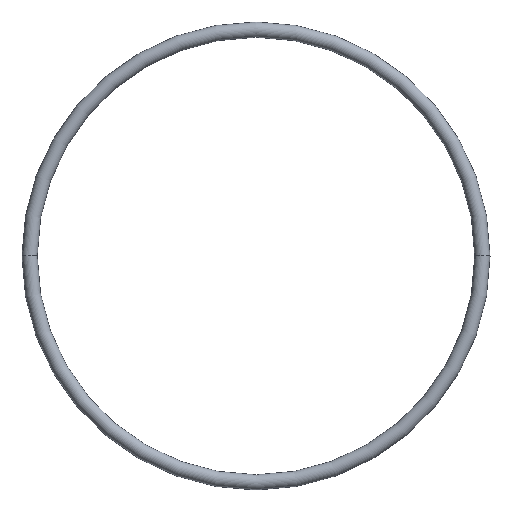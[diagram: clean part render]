
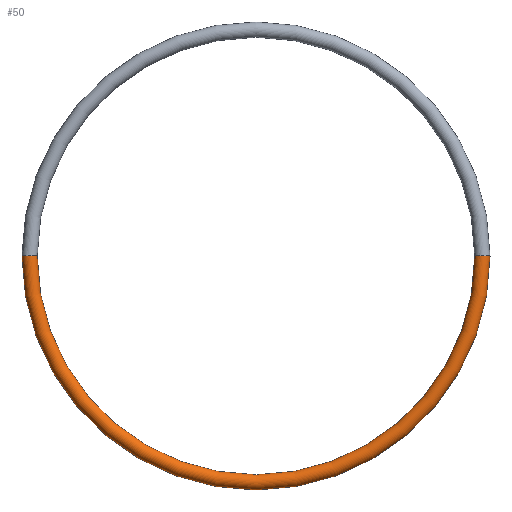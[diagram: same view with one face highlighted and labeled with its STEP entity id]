
A CAD part, top view. The second image highlights one B-rep face of the part: STEP entity #50.
In plain terms, the highlighted toroidal (fillet/blend) face has major radius 52.362 mm and minor radius 1.765 mm.
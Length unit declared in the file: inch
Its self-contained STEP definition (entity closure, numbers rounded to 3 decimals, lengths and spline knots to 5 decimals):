
#1 = AXIS2_PLACEMENT_3D ( 'NONE', #97, #29, #156 ) ;
#4 = AXIS2_PLACEMENT_3D ( 'NONE', #141, #80, #63 ) ;
#13 = EDGE_LOOP ( 'NONE', ( #144, #93, #155, #92 ) ) ;
#17 = EDGE_CURVE ( 'NONE', #79, #33, #152, .T. ) ;
#20 = TOROIDAL_SURFACE ( 'NONE', #133, 2.0615, 0.0695 ) ;
#21 = CARTESIAN_POINT ( 'NONE',  ( 0., 0., 0. ) ) ;
#29 = DIRECTION ( 'NONE',  ( 0., 1., 0. ) ) ;
#33 = VERTEX_POINT ( 'NONE', #138 ) ;
#40 = VERTEX_POINT ( 'NONE', #109 ) ;
#50 = ADVANCED_FACE ( 'NONE', ( #154 ), #20, .T. ) ;
#51 = CARTESIAN_POINT ( 'NONE',  ( -2.131, 0., 0. ) ) ;
#56 = DIRECTION ( 'NONE',  ( 1., 0., 0. ) ) ;
#63 = DIRECTION ( 'NONE',  ( 0., 0., -1. ) ) ;
#68 = AXIS2_PLACEMENT_3D ( 'NONE', #21, #98, #56 ) ;
#69 = CARTESIAN_POINT ( 'NONE',  ( 2.131, 0., 0. ) ) ;
#72 = CIRCLE ( 'NONE', #4, 0.0695 ) ;
#73 = CARTESIAN_POINT ( 'NONE',  ( 0., 0., 0. ) ) ;
#79 = VERTEX_POINT ( 'NONE', #51 ) ;
#80 = DIRECTION ( 'NONE',  ( 0., -1., 0. ) ) ;
#86 = DIRECTION ( 'NONE',  ( 1., 0., 0. ) ) ;
#92 = ORIENTED_EDGE ( 'NONE', *, *, #167, .F. ) ;
#93 = ORIENTED_EDGE ( 'NONE', *, *, #126, .T. ) ;
#97 = CARTESIAN_POINT ( 'NONE',  ( -2.0615, 0., 0. ) ) ;
#98 = DIRECTION ( 'NONE',  ( 0., 0., 1. ) ) ;
#109 = CARTESIAN_POINT ( 'NONE',  ( 1.992, 0., 0. ) ) ;
#111 = EDGE_CURVE ( 'NONE', #182, #40, #72, .T. ) ;
#112 = DIRECTION ( 'NONE',  ( 0., 0., 1. ) ) ;
#113 = CIRCLE ( 'NONE', #164, 1.992 ) ;
#115 = DIRECTION ( 'NONE',  ( 0., 0., 1. ) ) ;
#126 = EDGE_CURVE ( 'NONE', #79, #182, #128, .T. ) ;
#128 = CIRCLE ( 'NONE', #68, 2.131 ) ;
#133 = AXIS2_PLACEMENT_3D ( 'NONE', #186, #112, #184 ) ;
#138 = CARTESIAN_POINT ( 'NONE',  ( -1.992, 0., 0. ) ) ;
#141 = CARTESIAN_POINT ( 'NONE',  ( 2.0615, 0., 0. ) ) ;
#144 = ORIENTED_EDGE ( 'NONE', *, *, #17, .F. ) ;
#152 = CIRCLE ( 'NONE', #1, 0.0695 ) ;
#154 = FACE_OUTER_BOUND ( 'NONE', #13, .T. ) ;
#155 = ORIENTED_EDGE ( 'NONE', *, *, #111, .T. ) ;
#156 = DIRECTION ( 'NONE',  ( -1., 0., 0. ) ) ;
#164 = AXIS2_PLACEMENT_3D ( 'NONE', #73, #115, #86 ) ;
#167 = EDGE_CURVE ( 'NONE', #33, #40, #113, .T. ) ;
#182 = VERTEX_POINT ( 'NONE', #69 ) ;
#184 = DIRECTION ( 'NONE',  ( 1., 0., 0. ) ) ;
#186 = CARTESIAN_POINT ( 'NONE',  ( 0., 0., 0. ) ) ;
